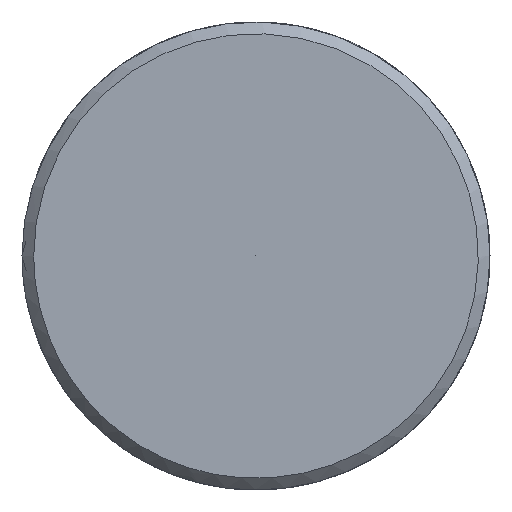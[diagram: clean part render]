
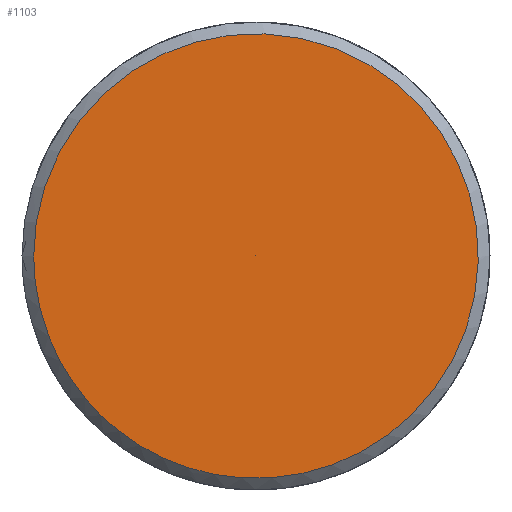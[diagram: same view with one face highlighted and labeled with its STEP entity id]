
A CAD part, left-side view. The second image highlights one B-rep face of the part: STEP entity #1103.
In plain terms, the highlighted free-form (B-spline) face has degree [5, 1] with [6, 2] control points.
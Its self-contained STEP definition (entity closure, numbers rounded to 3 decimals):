
#1031 = CARTESIAN_POINT ('', (-90., 4.75, 0.));
#1032 = VERTEX_POINT ('', #1031);
#1042 = CARTESIAN_POINT ('', (-90., 4.75, 0.));
#1043 = CARTESIAN_POINT ('', (-90., 4.75, 19.));
#1044 = CARTESIAN_POINT ('', (-90., -14.25, 9.5));
#1045 = CARTESIAN_POINT ('', (-90., -14.25, -9.5));
#1046 = CARTESIAN_POINT ('', (-90., 4.75, -19.));
#1047 = CARTESIAN_POINT ('', (-90., 4.75, 0.));
#1048 = (
   BOUNDED_CURVE ()
   B_SPLINE_CURVE (5, (#1042, #1043, #1044, #1045, #1046, #1047), .UNSPECIFIED., .T., .U.)
   B_SPLINE_CURVE_WITH_KNOTS ((6, 6), (0., 1.), .UNSPECIFIED.)
   CURVE ()
   GEOMETRIC_REPRESENTATION_ITEM ()
   RATIONAL_B_SPLINE_CURVE ((5., 1., 1., 1., 1., 5.))
   REPRESENTATION_ITEM ('')
);
#1049 = EDGE_CURVE ('', #1032, #1032, #1048, .T.);
#1079 = CARTESIAN_POINT ('', (-90., 0., 0.));
#1080 = VERTEX_POINT ('', #1079);
#1081 = CARTESIAN_POINT ('', (-90., 4.75, 0.));
#1082 = CARTESIAN_POINT ('', (-90., 0., 0.));
#1083 = B_SPLINE_CURVE_WITH_KNOTS ('', 1, (#1081, #1082), .UNSPECIFIED., .F., .U., (2, 2), (0., 1.), .UNSPECIFIED.);
#1084 = EDGE_CURVE ('', #1032, #1080, #1083, .T.);
#1085 = ORIENTED_EDGE ('', *, *, #1084, .F.);
#1086 = ORIENTED_EDGE ('', *, *, #1049, .T.);
#1087 = ORIENTED_EDGE ('', *, *, #1084, .T.);
#1088 = EDGE_LOOP ('', (#1085, #1086, #1087));
#1089 = FACE_OUTER_BOUND ('', #1088, .F.);
#1090 = CARTESIAN_POINT ('', (-90., 4.75, 0.));
#1091 = CARTESIAN_POINT ('', (-90., 0., 0.));
#1092 = CARTESIAN_POINT ('', (-90., 4.75, 19.));
#1093 = CARTESIAN_POINT ('', (-90., 0., 0.));
#1094 = CARTESIAN_POINT ('', (-90., -14.25, 9.5));
#1095 = CARTESIAN_POINT ('', (-90., 0., 0.));
#1096 = CARTESIAN_POINT ('', (-90., -14.25, -9.5));
#1097 = CARTESIAN_POINT ('', (-90., 0., 0.));
#1098 = CARTESIAN_POINT ('', (-90., 4.75, -19.));
#1099 = CARTESIAN_POINT ('', (-90., 0., 0.));
#1100 = CARTESIAN_POINT ('', (-90., 4.75, 0.));
#1101 = CARTESIAN_POINT ('', (-90., 0., 0.));
#1102 = (
   BOUNDED_SURFACE ()
   B_SPLINE_SURFACE (5, 1, ((#1090, #1091), (#1092, #1093), (#1094, #1095), (#1096, #1097), (#1098, #1099), (#1100, #1101)), .UNSPECIFIED., .T., .F., .U.)
   B_SPLINE_SURFACE_WITH_KNOTS ((6, 6), (2, 2), (0., 1.), (0., 1.), .UNSPECIFIED.)
   SURFACE ()
   GEOMETRIC_REPRESENTATION_ITEM ()
   RATIONAL_B_SPLINE_SURFACE (((5., 5.), (1., 1.), (1., 1.), (1., 1.), (1., 1.), (5., 5.)))
   REPRESENTATION_ITEM ('')
);
#1103 = ADVANCED_FACE ('', (#1089), #1102, .F.);
